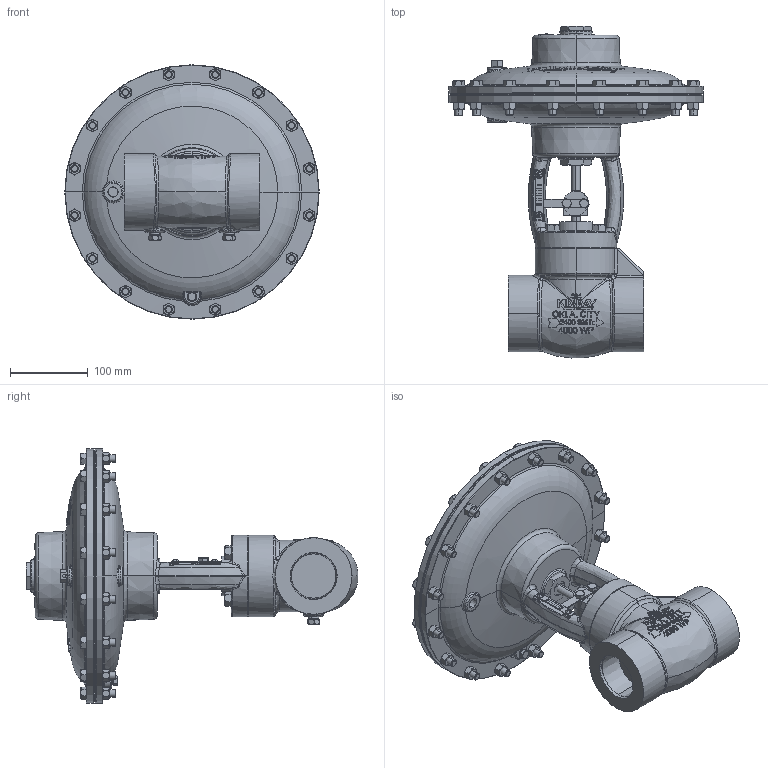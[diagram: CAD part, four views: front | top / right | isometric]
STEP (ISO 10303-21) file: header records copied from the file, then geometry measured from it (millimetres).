
FILE_DESCRIPTION (( 'STEP AP203' ), '1' );
FILE_NAME ('2 INCH HPMV 2400 SMT (ECS).step', '2014-01-24T19:23:15', ( 'PCTech' ), ( 'Microsoft' ), 'SwSTEP 2.0', 'SolidWorks 2013', '' );
FILE_SCHEMA (( 'CONFIG_CONTROL_DESIGN' ));
Length unit declared in the file: inch
Products named in the file (1): 2 INCH HPMV 2400 SMT (ECS)
Bounding box: 327.02 x 426.96 x 327.02 mm (x, y, z)
Volume: 6142750 mm3; surface area: 807033.2 mm2
Topology: 67 solids, 67 shells, 3237 faces, 7923 edges, 5010 vertices
Faces by surface type: plane 1464, bspline 612, cone 564, cylinder 372, torus 167, sphere 58
Entity records: 157499 total; most frequent: CARTESIAN_POINT 87373, ORIENTED_EDGE 15822, DIRECTION 12336, EDGE_CURVE 7911, VERTEX_POINT 5010, AXIS2_PLACEMENT_3D 4584, EDGE_LOOP 3449, ADVANCED_FACE 3237
